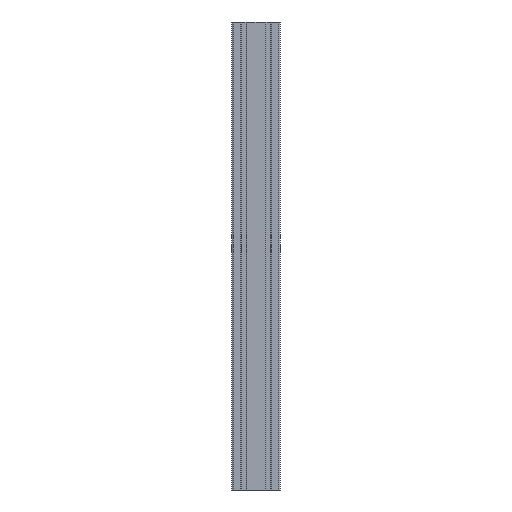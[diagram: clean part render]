
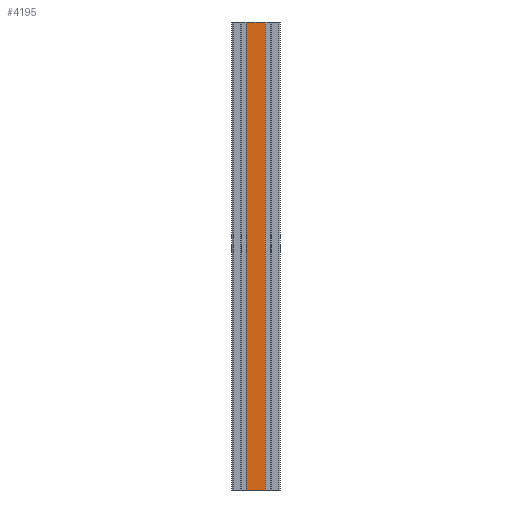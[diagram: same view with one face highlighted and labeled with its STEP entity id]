
A CAD part, front view. The second image highlights one B-rep face of the part: STEP entity #4195.
In plain terms, the highlighted planar face has unit normal (0, -1, 0).
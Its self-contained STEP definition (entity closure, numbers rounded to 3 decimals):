
#628=CARTESIAN_POINT('',(15.25,-20.,-770.));
#629=VERTEX_POINT('',#628);
#637=CARTESIAN_POINT('',(-15.25,-20.,-770.));
#638=VERTEX_POINT('',#637);
#639=CARTESIAN_POINT('',(-12329.75,-20.,-770.));
#640=DIRECTION('',(1.,-0.,0.));
#641=VECTOR('',#640,24690.);
#642=LINE('',#639,#641);
#643=EDGE_CURVE('',#638,#629,#642,.T.);
#1653=CARTESIAN_POINT('',(-15.25,-20.,0.));
#1654=VERTEX_POINT('',#1653);
#1662=CARTESIAN_POINT('',(15.25,-20.,0.));
#1663=VERTEX_POINT('',#1662);
#1664=CARTESIAN_POINT('',(12354.424,-20.,0.));
#1665=DIRECTION('',(-1.,0.,0.));
#1666=VECTOR('',#1665,24690.);
#1667=LINE('',#1664,#1666);
#1668=EDGE_CURVE('',#1663,#1654,#1667,.T.);
#2288=CARTESIAN_POINT('',(15.25,-20.,12245.));
#2289=DIRECTION('',(0.,0.,-1.));
#2290=VECTOR('',#2289,24690.);
#2291=LINE('',#2288,#2290);
#2292=EDGE_CURVE('',#1663,#629,#2291,.T.);
#4174=CARTESIAN_POINT('',(-15.25,-20.,12245.));
#4175=DIRECTION('',(0.,0.,-1.));
#4176=VECTOR('',#4175,24690.);
#4177=LINE('',#4174,#4176);
#4178=EDGE_CURVE('',#1654,#638,#4177,.T.);
#4184=CARTESIAN_POINT('',(15.25,-20.,152.4));
#4185=DIRECTION('',(0.,1.,0.));
#4186=DIRECTION('',(0.,0.,1.));
#4187=AXIS2_PLACEMENT_3D('',#4184,#4185,#4186);
#4188=PLANE('',#4187);
#4189=ORIENTED_EDGE('',*,*,#4178,.T.);
#4190=ORIENTED_EDGE('',*,*,#643,.T.);
#4191=ORIENTED_EDGE('',*,*,#2292,.F.);
#4192=ORIENTED_EDGE('',*,*,#1668,.T.);
#4193=EDGE_LOOP('',(#4189,#4190,#4191,#4192));
#4194=FACE_BOUND('',#4193,.T.);
#4195=ADVANCED_FACE('NONE',(#4194),#4188,.F.);
